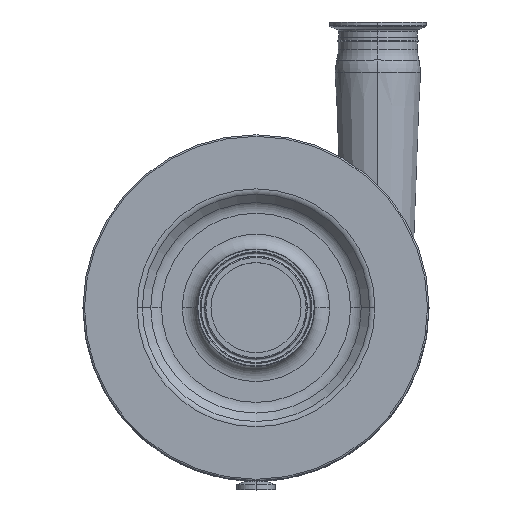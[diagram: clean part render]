
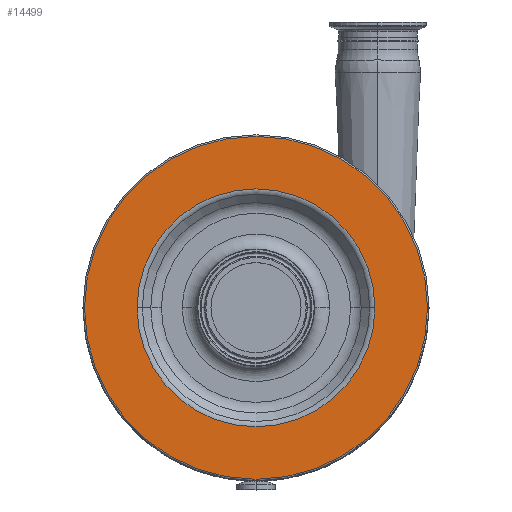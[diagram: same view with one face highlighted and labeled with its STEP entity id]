
A CAD part, top view. The second image highlights one B-rep face of the part: STEP entity #14499.
In plain terms, the highlighted planar face has unit normal (0, 0, 1).
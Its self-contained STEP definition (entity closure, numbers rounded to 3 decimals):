
#290 = AXIS2_PLACEMENT_3D ( 'NONE', #510, #11732, #7588 ) ;
#510 = CARTESIAN_POINT ( 'NONE',  ( 0., 0., 227.5 ) ) ;
#2352 = DIRECTION ( 'NONE',  ( 0., 0., 1. ) ) ;
#3216 = ORIENTED_EDGE ( 'NONE', *, *, #18877, .T. ) ;
#4041 = AXIS2_PLACEMENT_3D ( 'NONE', #20280, #10741, #11113 ) ;
#4242 = DIRECTION ( 'NONE',  ( 0., 0., -1. ) ) ;
#4665 = EDGE_CURVE ( 'NONE', #14498, #5065, #14587, .T. ) ;
#5065 = VERTEX_POINT ( 'NONE', #23537 ) ;
#5187 = CIRCLE ( 'NONE', #6351, 114. ) ;
#5687 = AXIS2_PLACEMENT_3D ( 'NONE', #17209, #20863, #21210 ) ;
#5888 = FACE_OUTER_BOUND ( 'NONE', #22417, .T. ) ;
#6066 = AXIS2_PLACEMENT_3D ( 'NONE', #15191, #2352, #15070 ) ;
#6177 = ORIENTED_EDGE ( 'NONE', *, *, #4665, .T. ) ;
#6340 = VERTEX_POINT ( 'NONE', #6402 ) ;
#6351 = AXIS2_PLACEMENT_3D ( 'NONE', #11563, #4242, #17070 ) ;
#6402 = CARTESIAN_POINT ( 'NONE',  ( 114., 0., 227.5 ) ) ;
#6981 = CARTESIAN_POINT ( 'NONE',  ( -114., 0., 227.5 ) ) ;
#7319 = EDGE_CURVE ( 'NONE', #6340, #23797, #5187, .T. ) ;
#7588 = DIRECTION ( 'NONE',  ( 1., 0., 0. ) ) ;
#10741 = DIRECTION ( 'NONE',  ( 0., 0., -1. ) ) ;
#11113 = DIRECTION ( 'NONE',  ( 1., 0., 0. ) ) ;
#11563 = CARTESIAN_POINT ( 'NONE',  ( 0., 0., 227.5 ) ) ;
#11637 = PLANE ( 'NONE',  #6066 ) ;
#11732 = DIRECTION ( 'NONE',  ( 0., 0., -1. ) ) ;
#13184 = CIRCLE ( 'NONE', #290, 79.071 ) ;
#14498 = VERTEX_POINT ( 'NONE', #19085 ) ;
#14499 = ADVANCED_FACE ( 'NONE', ( #5888, #22865 ), #11637, .T. ) ;
#14587 = CIRCLE ( 'NONE', #4041, 79.071 ) ;
#15070 = DIRECTION ( 'NONE',  ( 1., 0., 0. ) ) ;
#15191 = CARTESIAN_POINT ( 'NONE',  ( 0., 79.071, 227.5 ) ) ;
#17070 = DIRECTION ( 'NONE',  ( 1., 0., 0. ) ) ;
#17209 = CARTESIAN_POINT ( 'NONE',  ( 0., 0., 227.5 ) ) ;
#18394 = ORIENTED_EDGE ( 'NONE', *, *, #21677, .F. ) ;
#18877 = EDGE_CURVE ( 'NONE', #5065, #14498, #13184, .T. ) ;
#19085 = CARTESIAN_POINT ( 'NONE',  ( -79.071, 0., 227.5 ) ) ;
#20280 = CARTESIAN_POINT ( 'NONE',  ( 0., 0., 227.5 ) ) ;
#20863 = DIRECTION ( 'NONE',  ( 0., 0., -1. ) ) ;
#21210 = DIRECTION ( 'NONE',  ( 1., 0., 0. ) ) ;
#21286 = CIRCLE ( 'NONE', #5687, 114. ) ;
#21465 = EDGE_LOOP ( 'NONE', ( #3216, #6177 ) ) ;
#21677 = EDGE_CURVE ( 'NONE', #23797, #6340, #21286, .T. ) ;
#22417 = EDGE_LOOP ( 'NONE', ( #23939, #18394 ) ) ;
#22865 = FACE_BOUND ( 'NONE', #21465, .T. ) ;
#23537 = CARTESIAN_POINT ( 'NONE',  ( 79.071, 0., 227.5 ) ) ;
#23797 = VERTEX_POINT ( 'NONE', #6981 ) ;
#23939 = ORIENTED_EDGE ( 'NONE', *, *, #7319, .F. ) ;
